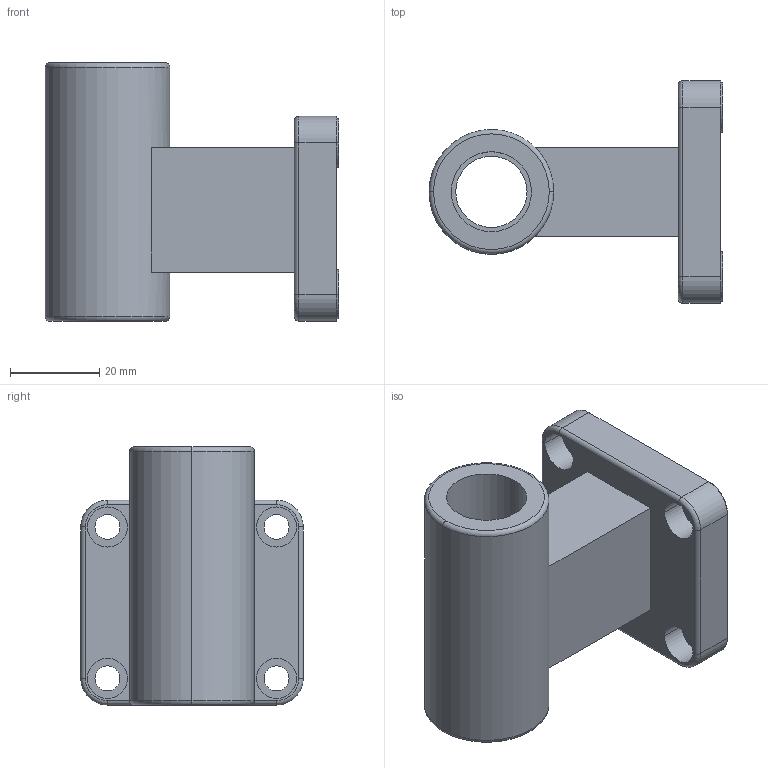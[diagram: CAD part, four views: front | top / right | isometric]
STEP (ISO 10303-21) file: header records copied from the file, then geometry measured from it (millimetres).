
FILE_DESCRIPTION (( 'STEP AP203' ), '1' );
FILE_NAME ('LW18.STP', '2021-01-20T09:40:51', ( '' ), ( '' ), 'SwSTEP 2.0', 'SolidWorks 2019', '' );
FILE_SCHEMA (( 'CONFIG_CONTROL_DESIGN' ));
Length unit declared in the file: millimetre
Products named in the file (1): LW18
Bounding box: 66 x 50 x 58 mm (x, y, z)
Volume: 37626.7 mm3; surface area: 21043.3 mm2
Topology: 1 solids, 1 shells, 88 faces, 210 edges, 136 vertices
Faces by surface type: cylinder 48, plane 32, torus 8
Entity records: 2695 total; most frequent: DIRECTION 504, CARTESIAN_POINT 435, ORIENTED_EDGE 420, EDGE_CURVE 210, AXIS2_PLACEMENT_3D 205, VERTEX_POINT 136, CIRCLE 116, EDGE_LOOP 112
